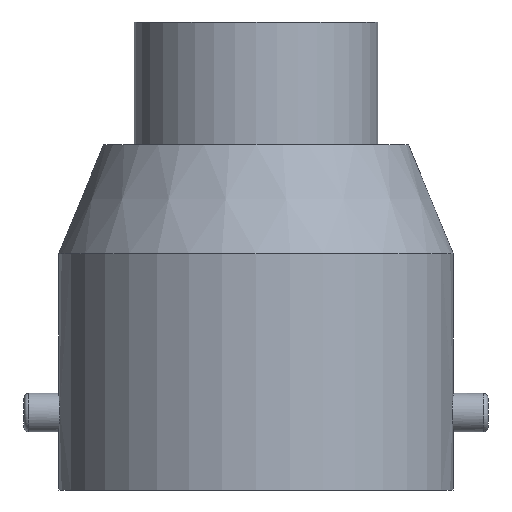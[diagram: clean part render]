
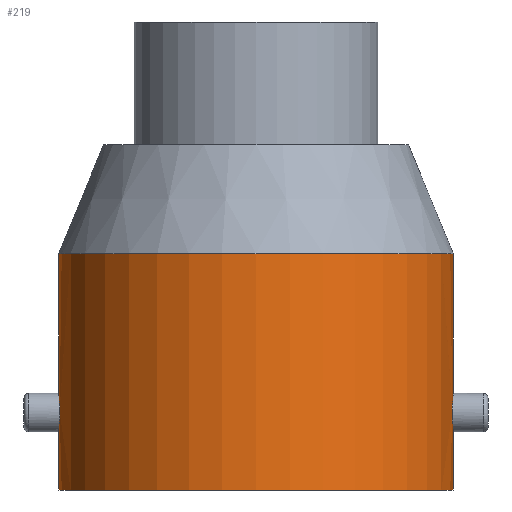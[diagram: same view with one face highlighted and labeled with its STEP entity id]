
A CAD part, front view. The second image highlights one B-rep face of the part: STEP entity #219.
In plain terms, the highlighted cylindrical face has radius 10.2 mm (diameter 20.4 mm), a full revolution.
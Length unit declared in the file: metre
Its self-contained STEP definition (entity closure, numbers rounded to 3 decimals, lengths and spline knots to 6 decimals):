
#14=B_SPLINE_CURVE_WITH_KNOTS('',3,(#388,#389,#390,#391,#392,#393,#394,
#395,#396,#397,#398),.UNSPECIFIED.,.T.,.F.,(1,1,1,1,1,1,1,1,1,1,1,1,1,1,
1),(-0.002346,-0.001564,-0.000782,0.,
0.000782,0.001564,0.002346,0.003128,
0.00391,0.004692,0.005474,0.006256,
0.007038,0.00782,0.008602),
 .UNSPECIFIED.);
#15=B_SPLINE_CURVE_WITH_KNOTS('',3,(#402,#403,#404,#405,#406,#407,#408,
#409,#410,#411,#412),.UNSPECIFIED.,.T.,.F.,(1,1,1,1,1,1,1,1,1,1,1,1,1,1,
1),(-0.002346,-0.001564,-0.000782,0.,
0.000782,0.001564,0.002346,0.003128,
0.00391,0.004692,0.005474,0.006256,
0.007038,0.00782,0.008602),
 .UNSPECIFIED.);
#40=ORIENTED_EDGE('',*,*,#74,.T.);
#41=ORIENTED_EDGE('',*,*,#75,.T.);
#42=ORIENTED_EDGE('',*,*,#70,.F.);
#43=ORIENTED_EDGE('',*,*,#76,.F.);
#70=EDGE_CURVE('',#90,#90,#110,.F.);
#74=EDGE_CURVE('',#94,#94,#14,.T.);
#75=EDGE_CURVE('',#95,#95,#114,.T.);
#76=EDGE_CURVE('',#96,#96,#15,.T.);
#90=VERTEX_POINT('',#377);
#94=VERTEX_POINT('',#399);
#95=VERTEX_POINT('',#401);
#96=VERTEX_POINT('',#413);
#110=CIRCLE('',#255,0.0102);
#114=CIRCLE('',#263,0.0102);
#138=EDGE_LOOP('',(#40));
#139=EDGE_LOOP('',(#41));
#140=EDGE_LOOP('',(#42));
#141=EDGE_LOOP('',(#43));
#178=FACE_BOUND('',#138,.T.);
#179=FACE_BOUND('',#139,.T.);
#180=FACE_BOUND('',#140,.T.);
#181=FACE_BOUND('',#141,.T.);
#206=CYLINDRICAL_SURFACE('',#262,0.0102);
#219=ADVANCED_FACE('',(#178,#179,#180,#181),#206,.T.);
#255=AXIS2_PLACEMENT_3D('',#376,#303,#304);
#262=AXIS2_PLACEMENT_3D('',#387,#317,#318);
#263=AXIS2_PLACEMENT_3D('',#400,#319,#320);
#303=DIRECTION('',(0.,0.,-1.));
#304=DIRECTION('',(-1.,0.,0.));
#317=DIRECTION('',(0.,0.,1.));
#318=DIRECTION('',(1.,0.,0.));
#319=DIRECTION('',(0.,0.,1.));
#320=DIRECTION('',(1.,0.,0.));
#376=CARTESIAN_POINT('',(0.,0.,0.000728));
#377=CARTESIAN_POINT('',(-0.0102,0.,0.000728));
#387=CARTESIAN_POINT('',(0.,0.,-0.0115));
#388=CARTESIAN_POINT('',(0.010168,-0.000863,-0.006805));
#389=CARTESIAN_POINT('',(0.010211,-0.000118,-0.006398));
#390=CARTESIAN_POINT('',(0.010183,0.000696,-0.006638));
#391=CARTESIAN_POINT('',(0.010139,0.001102,-0.007381));
#392=CARTESIAN_POINT('',(0.010168,0.000863,-0.008196));
#393=CARTESIAN_POINT('',(0.010211,0.000118,-0.008602));
#394=CARTESIAN_POINT('',(0.010183,-0.000695,-0.008363));
#395=CARTESIAN_POINT('',(0.010139,-0.001102,-0.007619));
#396=CARTESIAN_POINT('',(0.010168,-0.000863,-0.006805));
#397=CARTESIAN_POINT('',(0.010211,-0.000118,-0.006398));
#398=CARTESIAN_POINT('',(0.010183,0.000696,-0.006638));
#399=CARTESIAN_POINT('',(0.010199,-0.000106,-0.006506));
#400=CARTESIAN_POINT('',(0.,0.,-0.0115));
#401=CARTESIAN_POINT('',(0.0102,0.,-0.0115));
#402=CARTESIAN_POINT('',(-0.010168,-0.000863,-0.006805));
#403=CARTESIAN_POINT('',(-0.010211,-0.000118,-0.006398));
#404=CARTESIAN_POINT('',(-0.010183,0.000696,-0.006638));
#405=CARTESIAN_POINT('',(-0.010139,0.001102,-0.007381));
#406=CARTESIAN_POINT('',(-0.010168,0.000863,-0.008196));
#407=CARTESIAN_POINT('',(-0.010211,0.000118,-0.008602));
#408=CARTESIAN_POINT('',(-0.010183,-0.000695,-0.008363));
#409=CARTESIAN_POINT('',(-0.010139,-0.001102,-0.007619));
#410=CARTESIAN_POINT('',(-0.010168,-0.000863,-0.006805));
#411=CARTESIAN_POINT('',(-0.010211,-0.000118,-0.006398));
#412=CARTESIAN_POINT('',(-0.010183,0.000696,-0.006638));
#413=CARTESIAN_POINT('',(-0.010199,-0.000106,-0.006506));
